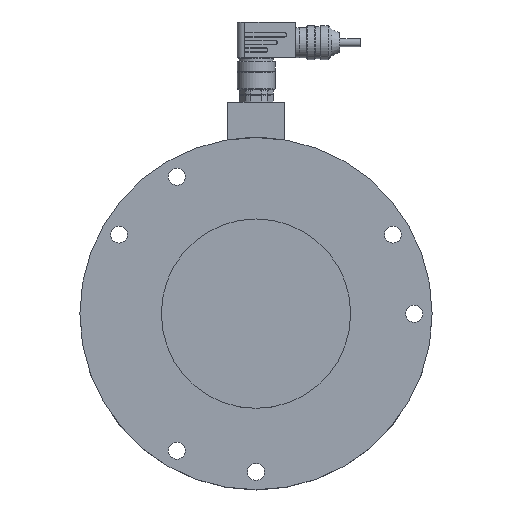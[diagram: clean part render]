
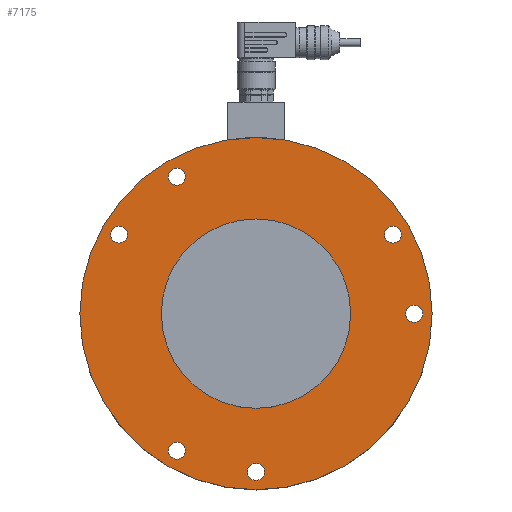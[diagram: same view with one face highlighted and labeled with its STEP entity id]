
A CAD part, top view. The second image highlights one B-rep face of the part: STEP entity #7175.
In plain terms, the highlighted planar face has unit normal (0, 0, 1).
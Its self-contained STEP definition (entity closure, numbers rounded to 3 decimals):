
#101 = ORIENTED_EDGE ( 'NONE', *, *, #2477, .F. ) ;
#238 = AXIS2_PLACEMENT_3D ( 'NONE', #8258, #6868, #1147 ) ;
#326 = ORIENTED_EDGE ( 'NONE', *, *, #612, .F. ) ;
#410 = CARTESIAN_POINT ( 'NONE',  ( -72.313, 41.75, 33.25 ) ) ;
#482 = CARTESIAN_POINT ( 'NONE',  ( -41.75, 72.313, 33.25 ) ) ;
#492 = CIRCLE ( 'NONE', #238, 4.5 ) ;
#533 = FACE_BOUND ( 'NONE', #7374, .T. ) ;
#612 = EDGE_CURVE ( 'NONE', #670, #670, #7849, .T. ) ;
#629 = AXIS2_PLACEMENT_3D ( 'NONE', #410, #5537, #3048 ) ;
#670 = VERTEX_POINT ( 'NONE', #4342 ) ;
#791 = VERTEX_POINT ( 'NONE', #3348 ) ;
#848 = EDGE_LOOP ( 'NONE', ( #326 ) ) ;
#993 = FACE_BOUND ( 'NONE', #3533, .T. ) ;
#1038 = VERTEX_POINT ( 'NONE', #2842 ) ;
#1147 = DIRECTION ( 'NONE',  ( -0.866, 0.5, 0. ) ) ;
#1284 = DIRECTION ( 'NONE',  ( 0., 0., 1. ) ) ;
#1317 = CIRCLE ( 'NONE', #3576, 50. ) ;
#1379 = AXIS2_PLACEMENT_3D ( 'NONE', #482, #3036, #5563 ) ;
#1385 = CIRCLE ( 'NONE', #3125, 4.5 ) ;
#1443 = CIRCLE ( 'NONE', #6109, 4.5 ) ;
#1597 = ORIENTED_EDGE ( 'NONE', *, *, #2976, .F. ) ;
#1733 = EDGE_CURVE ( 'NONE', #3385, #3385, #5241, .T. ) ;
#1759 = VERTEX_POINT ( 'NONE', #6298 ) ;
#1883 = DIRECTION ( 'NONE',  ( -0.866, 0.5, 0. ) ) ;
#2025 = ORIENTED_EDGE ( 'NONE', *, *, #1733, .T. ) ;
#2129 = CARTESIAN_POINT ( 'NONE',  ( 0., -83.5, 33.25 ) ) ;
#2222 = FACE_BOUND ( 'NONE', #6765, .T. ) ;
#2261 = VERTEX_POINT ( 'NONE', #4873 ) ;
#2308 = DIRECTION ( 'NONE',  ( 0., 0., 1. ) ) ;
#2458 = FACE_BOUND ( 'NONE', #6058, .T. ) ;
#2477 = EDGE_CURVE ( 'NONE', #791, #791, #492, .T. ) ;
#2602 = DIRECTION ( 'NONE',  ( -0.866, 0.5, 0. ) ) ;
#2708 = CARTESIAN_POINT ( 'NONE',  ( -45.647, 74.563, 33.25 ) ) ;
#2842 = CARTESIAN_POINT ( 'NONE',  ( -25., -43.301, 33.25 ) ) ;
#2976 = EDGE_CURVE ( 'NONE', #6460, #6460, #1385, .T. ) ;
#3036 = DIRECTION ( 'NONE',  ( 0., 0., 1. ) ) ;
#3048 = DIRECTION ( 'NONE',  ( -0.866, 0.5, 0. ) ) ;
#3084 = CARTESIAN_POINT ( 'NONE',  ( 0., 0., 33.25 ) ) ;
#3121 = AXIS2_PLACEMENT_3D ( 'NONE', #6423, #4517, #2602 ) ;
#3125 = AXIS2_PLACEMENT_3D ( 'NONE', #7446, #2308, #6141 ) ;
#3348 = CARTESIAN_POINT ( 'NONE',  ( 68.416, 44., 33.25 ) ) ;
#3385 = VERTEX_POINT ( 'NONE', #5844 ) ;
#3395 = CIRCLE ( 'NONE', #8071, 4.5 ) ;
#3476 = FACE_BOUND ( 'NONE', #848, .T. ) ;
#3533 = EDGE_LOOP ( 'NONE', ( #4094 ) ) ;
#3551 = AXIS2_PLACEMENT_3D ( 'NONE', #3084, #4718, #7309 ) ;
#3576 = AXIS2_PLACEMENT_3D ( 'NONE', #6295, #1284, #4991 ) ;
#4094 = ORIENTED_EDGE ( 'NONE', *, *, #5846, .F. ) ;
#4207 = FACE_OUTER_BOUND ( 'NONE', #5037, .T. ) ;
#4279 = EDGE_LOOP ( 'NONE', ( #1597 ) ) ;
#4330 = DIRECTION ( 'NONE',  ( 0., 0., 1. ) ) ;
#4342 = CARTESIAN_POINT ( 'NONE',  ( -76.21, 44., 33.25 ) ) ;
#4517 = DIRECTION ( 'NONE',  ( 0., 0., 1. ) ) ;
#4548 = EDGE_CURVE ( 'NONE', #2261, #2261, #1443, .T. ) ;
#4682 = EDGE_CURVE ( 'NONE', #1038, #1038, #1317, .T. ) ;
#4718 = DIRECTION ( 'NONE',  ( 0., 0., 1. ) ) ;
#4873 = CARTESIAN_POINT ( 'NONE',  ( -45.647, -70.063, 33.25 ) ) ;
#4991 = DIRECTION ( 'NONE',  ( -0.5, -0.866, 0. ) ) ;
#5037 = EDGE_LOOP ( 'NONE', ( #2025 ) ) ;
#5062 = ORIENTED_EDGE ( 'NONE', *, *, #4682, .F. ) ;
#5122 = ORIENTED_EDGE ( 'NONE', *, *, #4548, .F. ) ;
#5158 = VERTEX_POINT ( 'NONE', #2708 ) ;
#5227 = EDGE_LOOP ( 'NONE', ( #5062 ) ) ;
#5238 = DIRECTION ( 'NONE',  ( 0., 0., 1. ) ) ;
#5241 = CIRCLE ( 'NONE', #3121, 93. ) ;
#5251 = CARTESIAN_POINT ( 'NONE',  ( 79.603, 2.25, 33.25 ) ) ;
#5345 = PLANE ( 'NONE',  #3551 ) ;
#5537 = DIRECTION ( 'NONE',  ( 0., 0., 1. ) ) ;
#5563 = DIRECTION ( 'NONE',  ( -0.866, 0.5, 0. ) ) ;
#5844 = CARTESIAN_POINT ( 'NONE',  ( -80.54, 46.5, 33.25 ) ) ;
#5846 = EDGE_CURVE ( 'NONE', #1759, #1759, #3395, .T. ) ;
#6051 = FACE_BOUND ( 'NONE', #5227, .T. ) ;
#6058 = EDGE_LOOP ( 'NONE', ( #101 ) ) ;
#6109 = AXIS2_PLACEMENT_3D ( 'NONE', #6836, #4330, #1883 ) ;
#6141 = DIRECTION ( 'NONE',  ( -0.866, 0.5, 0. ) ) ;
#6295 = CARTESIAN_POINT ( 'NONE',  ( 0., 0., 33.25 ) ) ;
#6298 = CARTESIAN_POINT ( 'NONE',  ( -3.897, -81.25, 33.25 ) ) ;
#6423 = CARTESIAN_POINT ( 'NONE',  ( 0., 0., 33.25 ) ) ;
#6454 = EDGE_CURVE ( 'NONE', #5158, #5158, #6575, .T. ) ;
#6460 = VERTEX_POINT ( 'NONE', #5251 ) ;
#6542 = DIRECTION ( 'NONE',  ( -0.866, 0.5, 0. ) ) ;
#6575 = CIRCLE ( 'NONE', #1379, 4.5 ) ;
#6765 = EDGE_LOOP ( 'NONE', ( #5122 ) ) ;
#6836 = CARTESIAN_POINT ( 'NONE',  ( -41.75, -72.313, 33.25 ) ) ;
#6868 = DIRECTION ( 'NONE',  ( 0., 0., 1. ) ) ;
#7175 = ADVANCED_FACE ( 'NONE', ( #533, #3476, #7391, #2458, #2222, #993, #4207, #6051 ), #5345, .T. ) ;
#7285 = ORIENTED_EDGE ( 'NONE', *, *, #6454, .F. ) ;
#7309 = DIRECTION ( 'NONE',  ( -0.866, 0.5, 0. ) ) ;
#7374 = EDGE_LOOP ( 'NONE', ( #7285 ) ) ;
#7391 = FACE_BOUND ( 'NONE', #4279, .T. ) ;
#7446 = CARTESIAN_POINT ( 'NONE',  ( 83.5, 0., 33.25 ) ) ;
#7849 = CIRCLE ( 'NONE', #629, 4.5 ) ;
#8071 = AXIS2_PLACEMENT_3D ( 'NONE', #2129, #5238, #6542 ) ;
#8258 = CARTESIAN_POINT ( 'NONE',  ( 72.313, 41.75, 33.25 ) ) ;
